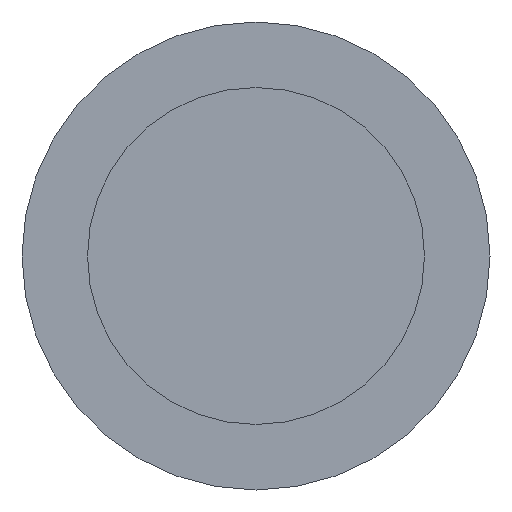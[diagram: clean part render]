
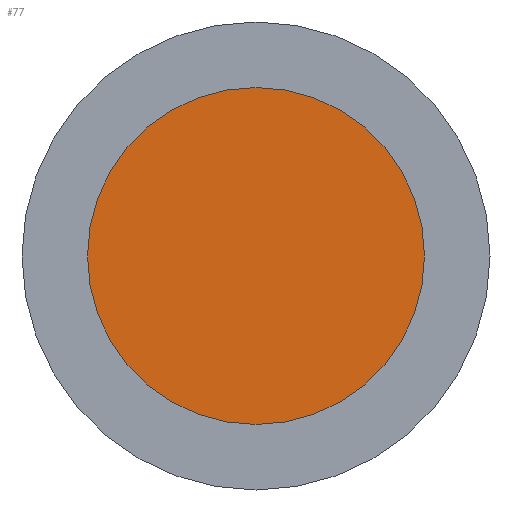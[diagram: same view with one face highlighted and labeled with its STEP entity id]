
A CAD part, front view. The second image highlights one B-rep face of the part: STEP entity #77.
In plain terms, the highlighted planar face has unit normal (0, -1, 0).
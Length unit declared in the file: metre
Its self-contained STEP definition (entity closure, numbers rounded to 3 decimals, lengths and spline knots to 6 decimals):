
#14=PLANE('',#102);
#24=ORIENTED_EDGE('',*,*,#32,.T.);
#32=EDGE_CURVE('',#38,#38,#44,.T.);
#38=VERTEX_POINT('',#148);
#44=CIRCLE('',#101,0.018);
#54=EDGE_LOOP('',(#24));
#66=FACE_BOUND('',#54,.T.);
#77=ADVANCED_FACE('',(#66),#14,.T.);
#101=AXIS2_PLACEMENT_3D('',#147,#124,#125);
#102=AXIS2_PLACEMENT_3D('',#149,#126,#127);
#124=DIRECTION('',(0.,-1.,0.));
#125=DIRECTION('',(0.,0.,-1.));
#126=DIRECTION('',(0.,-1.,0.));
#127=DIRECTION('',(1.,0.,0.));
#147=CARTESIAN_POINT('',(0.,-0.18,0.));
#148=CARTESIAN_POINT('',(0.,-0.18,-0.018));
#149=CARTESIAN_POINT('',(0.,-0.18,0.));
